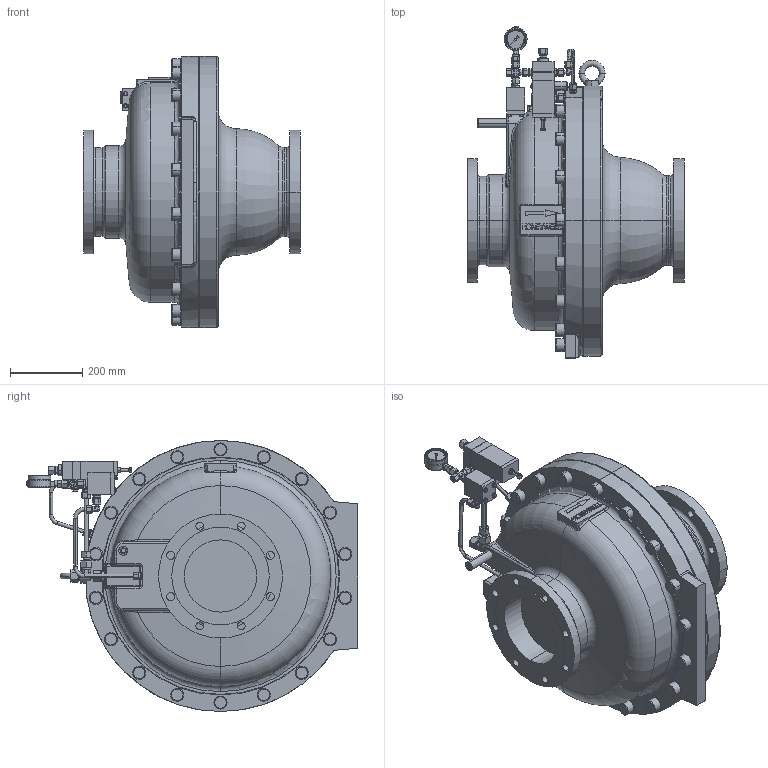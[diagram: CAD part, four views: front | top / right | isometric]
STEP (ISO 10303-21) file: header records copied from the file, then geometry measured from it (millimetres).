
FILE_DESCRIPTION (( 'STEP AP214' ), '1' );
FILE_NAME ('HON512_DN200-200_HON650-1_bzw_HON652-1_class150.STEP', '2019-07-31T05:03:42', ( '' ), ( '' ), 'SwSTEP 2.0', 'SolidWorks 2017', '' );
FILE_SCHEMA (( 'AUTOMOTIVE_DESIGN' ));
Length unit declared in the file: millimetre
Products named in the file (1): HON512_DN200-200_HON650-1_bzw_HON652-1_class150
Bounding box: 601.5 x 917.7 x 750 mm (x, y, z)
Volume: 113446351.1 mm3; surface area: 2175137.2 mm2
Topology: 4 solids, 5 shells, 1690 faces, 3898 edges, 2360 vertices
Faces by surface type: plane 647, cone 430, cylinder 399, bspline 103, torus 101, sphere 10
Entity records: 65188 total; most frequent: CARTESIAN_POINT 18160, ORIENTED_EDGE 7776, DIRECTION 7423, EDGE_CURVE 3888, AXIS2_PLACEMENT_3D 2998, VERTEX_POINT 2360, EDGE_LOOP 1878, ADVANCED_FACE 1690
